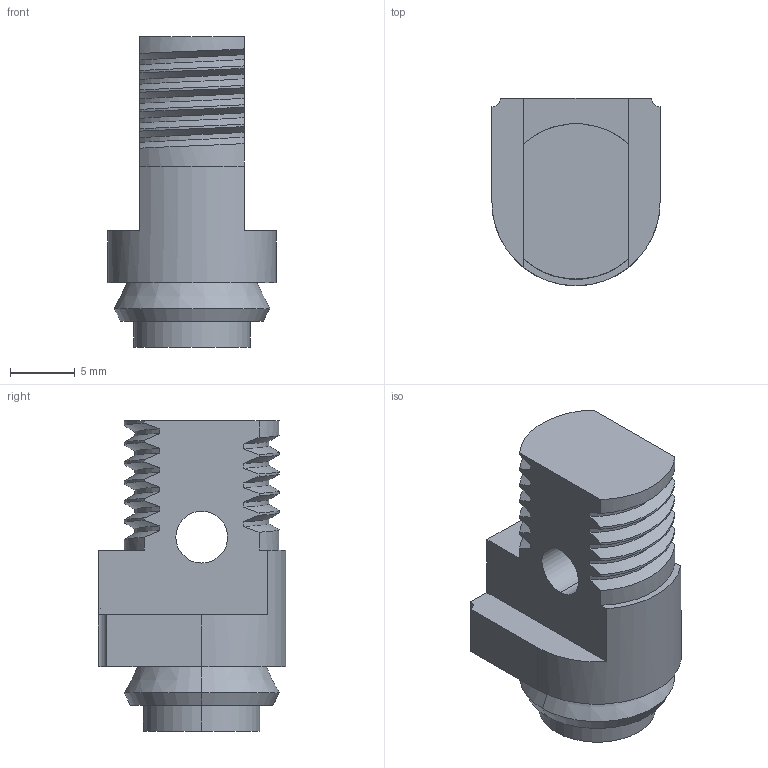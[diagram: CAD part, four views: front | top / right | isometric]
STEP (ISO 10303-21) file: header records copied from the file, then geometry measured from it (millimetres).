
FILE_DESCRIPTION (( 'STEP AP203' ), '1' );
FILE_NAME ('BackCap_Default_sldprt.STEP', '2023-10-19T05:34:04', ( '' ), ( '' ), 'SwSTEP 2.0', 'SolidWorks 2023', '' );
FILE_SCHEMA (( 'CONFIG_CONTROL_DESIGN' ));
Length unit declared in the file: millimetre
Products named in the file (1): BackCap_Default_sldprt
Bounding box: 13 x 14.5 x 24 mm (x, y, z)
Volume: 2186.4 mm3; surface area: 1609.3 mm2
Topology: 1 solids, 1 shells, 76 faces, 208 edges, 138 vertices
Faces by surface type: bspline 33, cylinder 23, plane 16, cone 4
Entity records: 8466 total; most frequent: CARTESIAN_POINT 6838, ORIENTED_EDGE 416, DIRECTION 220, EDGE_CURVE 208, VERTEX_POINT 138, EDGE_LOOP 82, AXIS2_PLACEMENT_3D 78, ADVANCED_FACE 76
